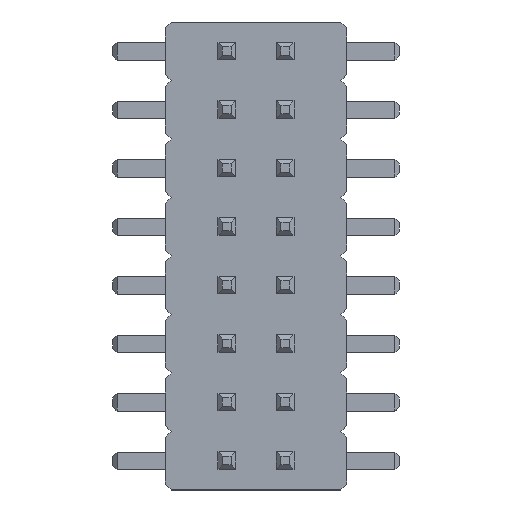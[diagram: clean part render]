
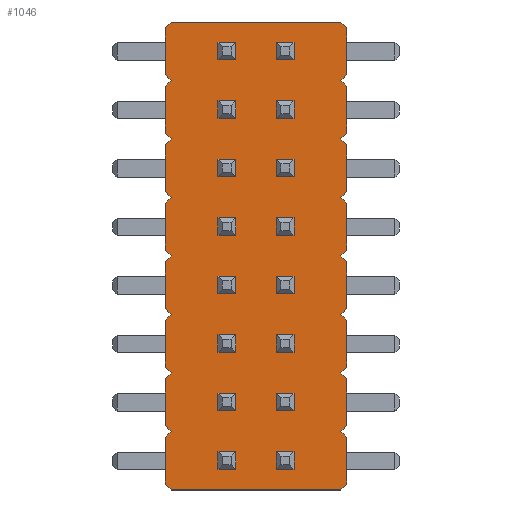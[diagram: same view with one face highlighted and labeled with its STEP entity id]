
A CAD part, top view. The second image highlights one B-rep face of the part: STEP entity #1046.
In plain terms, the highlighted planar face has unit normal (0, 0, 1).
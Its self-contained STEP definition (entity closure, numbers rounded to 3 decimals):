
#24=VERTEX_POINT('',#25);
#25=CARTESIAN_POINT('',(-1.45,4.,1.6));
#28=ORIENTED_EDGE('',*,*,#29,.T.);
#29=EDGE_CURVE('',#24,#30,#32,.T.);
#30=VERTEX_POINT('',#31);
#31=CARTESIAN_POINT('',(-1.55,3.9,1.6));
#32=LINE('',#25,#33);
#33=VECTOR('',#34,1.);
#34=DIRECTION('',(-0.707,-0.707,0.));
#45=DIRECTION('',(0.707,-0.707,0.));
#50=ORIENTED_EDGE('',*,*,#51,.T.);
#51=EDGE_CURVE('',#30,#52,#54,.T.);
#52=VERTEX_POINT('',#53);
#53=CARTESIAN_POINT('',(-1.55,3.1,1.6));
#54=LINE('',#31,#55);
#55=VECTOR('',#56,1.);
#56=DIRECTION('',(0.,-1.,0.));
#67=DIRECTION('',(1.,0.,0.));
#72=ORIENTED_EDGE('',*,*,#73,.T.);
#73=EDGE_CURVE('',#52,#74,#76,.T.);
#74=VERTEX_POINT('',#75);
#75=CARTESIAN_POINT('',(-1.45,3.,1.6));
#76=LINE('',#53,#77);
#77=VECTOR('',#45,1.);
#88=DIRECTION('',(0.707,0.707,0.));
#93=ORIENTED_EDGE('',*,*,#94,.T.);
#94=EDGE_CURVE('',#74,#95,#97,.T.);
#95=VERTEX_POINT('',#96);
#96=CARTESIAN_POINT('',(-1.55,2.9,1.6));
#97=LINE('',#75,#33);
#112=ORIENTED_EDGE('',*,*,#113,.T.);
#113=EDGE_CURVE('',#95,#114,#116,.T.);
#114=VERTEX_POINT('',#115);
#115=CARTESIAN_POINT('',(-1.55,2.1,1.6));
#116=LINE('',#96,#55);
#131=ORIENTED_EDGE('',*,*,#132,.T.);
#132=EDGE_CURVE('',#114,#133,#135,.T.);
#133=VERTEX_POINT('',#134);
#134=CARTESIAN_POINT('',(-1.45,2.,1.6));
#135=LINE('',#115,#77);
#150=ORIENTED_EDGE('',*,*,#151,.T.);
#151=EDGE_CURVE('',#133,#152,#154,.T.);
#152=VERTEX_POINT('',#153);
#153=CARTESIAN_POINT('',(-1.55,1.9,1.6));
#154=LINE('',#134,#33);
#169=ORIENTED_EDGE('',*,*,#170,.T.);
#170=EDGE_CURVE('',#152,#171,#173,.T.);
#171=VERTEX_POINT('',#172);
#172=CARTESIAN_POINT('',(-1.55,1.1,1.6));
#173=LINE('',#153,#55);
#188=ORIENTED_EDGE('',*,*,#189,.T.);
#189=EDGE_CURVE('',#171,#190,#192,.T.);
#190=VERTEX_POINT('',#191);
#191=CARTESIAN_POINT('',(-1.45,1.,1.6));
#192=LINE('',#172,#77);
#207=ORIENTED_EDGE('',*,*,#208,.T.);
#208=EDGE_CURVE('',#190,#209,#211,.T.);
#209=VERTEX_POINT('',#210);
#210=CARTESIAN_POINT('',(-1.55,0.9,1.6));
#211=LINE('',#191,#33);
#226=ORIENTED_EDGE('',*,*,#227,.T.);
#227=EDGE_CURVE('',#209,#228,#230,.T.);
#228=VERTEX_POINT('',#229);
#229=CARTESIAN_POINT('',(-1.55,0.1,1.6));
#230=LINE('',#210,#55);
#245=ORIENTED_EDGE('',*,*,#246,.T.);
#246=EDGE_CURVE('',#228,#247,#249,.T.);
#247=VERTEX_POINT('',#248);
#248=CARTESIAN_POINT('',(-1.45,0.,1.6));
#249=LINE('',#229,#77);
#264=ORIENTED_EDGE('',*,*,#265,.T.);
#265=EDGE_CURVE('',#247,#266,#268,.T.);
#266=VERTEX_POINT('',#267);
#267=CARTESIAN_POINT('',(-1.55,-0.1,1.6));
#268=LINE('',#269,#33);
#269=CARTESIAN_POINT('',(-1.45,0.,1.6));
#285=ORIENTED_EDGE('',*,*,#286,.T.);
#286=EDGE_CURVE('',#266,#287,#289,.T.);
#287=VERTEX_POINT('',#288);
#288=CARTESIAN_POINT('',(-1.55,-0.9,1.6));
#289=LINE('',#267,#55);
#304=ORIENTED_EDGE('',*,*,#305,.T.);
#305=EDGE_CURVE('',#287,#306,#308,.T.);
#306=VERTEX_POINT('',#307);
#307=CARTESIAN_POINT('',(-1.45,-1.,1.6));
#308=LINE('',#288,#77);
#323=ORIENTED_EDGE('',*,*,#324,.T.);
#324=EDGE_CURVE('',#306,#325,#327,.T.);
#325=VERTEX_POINT('',#326);
#326=CARTESIAN_POINT('',(-1.55,-1.1,1.6));
#327=LINE('',#307,#33);
#342=ORIENTED_EDGE('',*,*,#343,.T.);
#343=EDGE_CURVE('',#325,#344,#346,.T.);
#344=VERTEX_POINT('',#345);
#345=CARTESIAN_POINT('',(-1.55,-1.9,1.6));
#346=LINE('',#326,#55);
#361=ORIENTED_EDGE('',*,*,#362,.T.);
#362=EDGE_CURVE('',#344,#363,#365,.T.);
#363=VERTEX_POINT('',#364);
#364=CARTESIAN_POINT('',(-1.45,-2.,1.6));
#365=LINE('',#345,#77);
#380=ORIENTED_EDGE('',*,*,#381,.T.);
#381=EDGE_CURVE('',#363,#382,#384,.T.);
#382=VERTEX_POINT('',#383);
#383=CARTESIAN_POINT('',(-1.55,-2.1,1.6));
#384=LINE('',#364,#33);
#399=ORIENTED_EDGE('',*,*,#400,.T.);
#400=EDGE_CURVE('',#382,#401,#403,.T.);
#401=VERTEX_POINT('',#402);
#402=CARTESIAN_POINT('',(-1.55,-2.9,1.6));
#403=LINE('',#383,#55);
#418=ORIENTED_EDGE('',*,*,#419,.T.);
#419=EDGE_CURVE('',#401,#420,#422,.T.);
#420=VERTEX_POINT('',#421);
#421=CARTESIAN_POINT('',(-1.45,-3.,1.6));
#422=LINE('',#402,#77);
#437=ORIENTED_EDGE('',*,*,#438,.T.);
#438=EDGE_CURVE('',#420,#439,#441,.T.);
#439=VERTEX_POINT('',#440);
#440=CARTESIAN_POINT('',(-1.55,-3.1,1.6));
#441=LINE('',#421,#33);
#456=ORIENTED_EDGE('',*,*,#457,.T.);
#457=EDGE_CURVE('',#439,#458,#460,.T.);
#458=VERTEX_POINT('',#459);
#459=CARTESIAN_POINT('',(-1.55,-3.9,1.6));
#460=LINE('',#440,#55);
#475=ORIENTED_EDGE('',*,*,#476,.T.);
#476=EDGE_CURVE('',#458,#477,#479,.T.);
#477=VERTEX_POINT('',#478);
#478=CARTESIAN_POINT('',(-1.45,-4.,1.6));
#479=LINE('',#459,#77);
#494=ORIENTED_EDGE('',*,*,#495,.T.);
#495=EDGE_CURVE('',#477,#496,#498,.T.);
#496=VERTEX_POINT('',#497);
#497=CARTESIAN_POINT('',(1.45,-4.,1.6));
#498=LINE('',#478,#499);
#499=VECTOR('',#67,1.);
#510=DIRECTION('',(0.,1.,0.));
#515=ORIENTED_EDGE('',*,*,#516,.T.);
#516=EDGE_CURVE('',#496,#517,#519,.T.);
#517=VERTEX_POINT('',#518);
#518=CARTESIAN_POINT('',(1.55,-3.9,1.6));
#519=LINE('',#497,#520);
#520=VECTOR('',#88,1.);
#531=DIRECTION('',(-0.707,0.707,0.));
#536=ORIENTED_EDGE('',*,*,#537,.T.);
#537=EDGE_CURVE('',#517,#538,#540,.T.);
#538=VERTEX_POINT('',#539);
#539=CARTESIAN_POINT('',(1.55,-3.1,1.6));
#540=LINE('',#518,#541);
#541=VECTOR('',#510,1.);
#552=DIRECTION('',(-1.,0.,0.));
#557=ORIENTED_EDGE('',*,*,#558,.T.);
#558=EDGE_CURVE('',#538,#559,#561,.T.);
#559=VERTEX_POINT('',#560);
#560=CARTESIAN_POINT('',(1.45,-3.,1.6));
#561=LINE('',#539,#562);
#562=VECTOR('',#531,1.);
#577=ORIENTED_EDGE('',*,*,#578,.T.);
#578=EDGE_CURVE('',#559,#579,#581,.T.);
#579=VERTEX_POINT('',#580);
#580=CARTESIAN_POINT('',(1.55,-2.9,1.6));
#581=LINE('',#560,#520);
#596=ORIENTED_EDGE('',*,*,#597,.T.);
#597=EDGE_CURVE('',#579,#598,#600,.T.);
#598=VERTEX_POINT('',#599);
#599=CARTESIAN_POINT('',(1.55,-2.1,1.6));
#600=LINE('',#580,#541);
#615=ORIENTED_EDGE('',*,*,#616,.T.);
#616=EDGE_CURVE('',#598,#617,#619,.T.);
#617=VERTEX_POINT('',#618);
#618=CARTESIAN_POINT('',(1.45,-2.,1.6));
#619=LINE('',#599,#562);
#634=ORIENTED_EDGE('',*,*,#635,.T.);
#635=EDGE_CURVE('',#617,#636,#638,.T.);
#636=VERTEX_POINT('',#637);
#637=CARTESIAN_POINT('',(1.55,-1.9,1.6));
#638=LINE('',#618,#520);
#653=ORIENTED_EDGE('',*,*,#654,.T.);
#654=EDGE_CURVE('',#636,#655,#657,.T.);
#655=VERTEX_POINT('',#656);
#656=CARTESIAN_POINT('',(1.55,-1.1,1.6));
#657=LINE('',#637,#541);
#672=ORIENTED_EDGE('',*,*,#673,.T.);
#673=EDGE_CURVE('',#655,#674,#676,.T.);
#674=VERTEX_POINT('',#675);
#675=CARTESIAN_POINT('',(1.45,-1.,1.6));
#676=LINE('',#656,#562);
#691=ORIENTED_EDGE('',*,*,#692,.T.);
#692=EDGE_CURVE('',#674,#693,#695,.T.);
#693=VERTEX_POINT('',#694);
#694=CARTESIAN_POINT('',(1.55,-0.9,1.6));
#695=LINE('',#675,#520);
#710=ORIENTED_EDGE('',*,*,#711,.T.);
#711=EDGE_CURVE('',#693,#712,#714,.T.);
#712=VERTEX_POINT('',#713);
#713=CARTESIAN_POINT('',(1.55,-0.1,1.6));
#714=LINE('',#694,#541);
#729=ORIENTED_EDGE('',*,*,#730,.T.);
#730=EDGE_CURVE('',#712,#731,#733,.T.);
#731=VERTEX_POINT('',#732);
#732=CARTESIAN_POINT('',(1.45,0.,1.6));
#733=LINE('',#713,#562);
#748=ORIENTED_EDGE('',*,*,#749,.T.);
#749=EDGE_CURVE('',#731,#750,#752,.T.);
#750=VERTEX_POINT('',#751);
#751=CARTESIAN_POINT('',(1.55,0.1,1.6));
#752=LINE('',#753,#520);
#753=CARTESIAN_POINT('',(1.45,0.,1.6));
#769=ORIENTED_EDGE('',*,*,#770,.T.);
#770=EDGE_CURVE('',#750,#771,#773,.T.);
#771=VERTEX_POINT('',#772);
#772=CARTESIAN_POINT('',(1.55,0.9,1.6));
#773=LINE('',#751,#541);
#788=ORIENTED_EDGE('',*,*,#789,.T.);
#789=EDGE_CURVE('',#771,#790,#792,.T.);
#790=VERTEX_POINT('',#791);
#791=CARTESIAN_POINT('',(1.45,1.,1.6));
#792=LINE('',#772,#562);
#807=ORIENTED_EDGE('',*,*,#808,.T.);
#808=EDGE_CURVE('',#790,#809,#811,.T.);
#809=VERTEX_POINT('',#810);
#810=CARTESIAN_POINT('',(1.55,1.1,1.6));
#811=LINE('',#791,#520);
#826=ORIENTED_EDGE('',*,*,#827,.T.);
#827=EDGE_CURVE('',#809,#828,#830,.T.);
#828=VERTEX_POINT('',#829);
#829=CARTESIAN_POINT('',(1.55,1.9,1.6));
#830=LINE('',#810,#541);
#845=ORIENTED_EDGE('',*,*,#846,.T.);
#846=EDGE_CURVE('',#828,#847,#849,.T.);
#847=VERTEX_POINT('',#848);
#848=CARTESIAN_POINT('',(1.45,2.,1.6));
#849=LINE('',#829,#562);
#864=ORIENTED_EDGE('',*,*,#865,.T.);
#865=EDGE_CURVE('',#847,#866,#868,.T.);
#866=VERTEX_POINT('',#867);
#867=CARTESIAN_POINT('',(1.55,2.1,1.6));
#868=LINE('',#848,#520);
#883=ORIENTED_EDGE('',*,*,#884,.T.);
#884=EDGE_CURVE('',#866,#885,#887,.T.);
#885=VERTEX_POINT('',#886);
#886=CARTESIAN_POINT('',(1.55,2.9,1.6));
#887=LINE('',#867,#541);
#902=ORIENTED_EDGE('',*,*,#903,.T.);
#903=EDGE_CURVE('',#885,#904,#906,.T.);
#904=VERTEX_POINT('',#905);
#905=CARTESIAN_POINT('',(1.45,3.,1.6));
#906=LINE('',#886,#562);
#921=ORIENTED_EDGE('',*,*,#922,.T.);
#922=EDGE_CURVE('',#904,#923,#925,.T.);
#923=VERTEX_POINT('',#924);
#924=CARTESIAN_POINT('',(1.55,3.1,1.6));
#925=LINE('',#905,#520);
#940=ORIENTED_EDGE('',*,*,#941,.T.);
#941=EDGE_CURVE('',#923,#942,#944,.T.);
#942=VERTEX_POINT('',#943);
#943=CARTESIAN_POINT('',(1.55,3.9,1.6));
#944=LINE('',#924,#541);
#959=ORIENTED_EDGE('',*,*,#960,.T.);
#960=EDGE_CURVE('',#942,#961,#963,.T.);
#961=VERTEX_POINT('',#962);
#962=CARTESIAN_POINT('',(1.45,4.,1.6));
#963=LINE('',#943,#562);
#978=ORIENTED_EDGE('',*,*,#979,.T.);
#979=EDGE_CURVE('',#961,#24,#980,.T.);
#980=LINE('',#962,#981);
#981=VECTOR('',#552,1.);
#1044=DIRECTION('',(0.,0.,1.));
#1045=DIRECTION('',(1.,0.,0.));
#1046=ADVANCED_FACE('',(#1047),#1049,.T.);
#1047=FACE_BOUND('',#1048,.T.);
#1048=EDGE_LOOP('',(#28,#50,#72,#93,#112,#131,#150,#169,#188,#207,#226,#245,#264,#285,#304,#323,#342,#361,#380,#399,#418,#437,#456,#475,#494,#515,#536,#557,#577,#596,#615,#634,#653,#672,#691,#710,#729,#748,#769,#788,#807,#826,#845,#864,#883,#902,#921,#940,#959,#978));
#1049=PLANE('',#1050);
#1050=AXIS2_PLACEMENT_3D('',#1051,#1044,#1045);
#1051=CARTESIAN_POINT('',(0.,0.,1.6));
